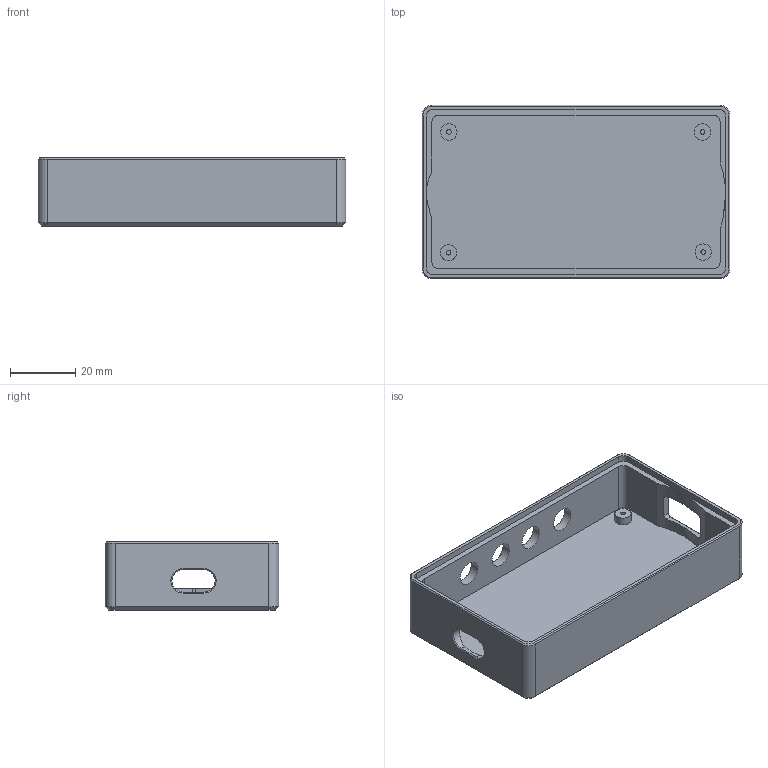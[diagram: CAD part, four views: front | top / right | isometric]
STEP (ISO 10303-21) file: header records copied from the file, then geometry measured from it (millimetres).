
FILE_DESCRIPTION(/* description */ (''),/* implementation_level */ '2;1');
FILE_NAME(/* name */ 'funsion360_modeling_06 v40.step',/* time_stamp */ '2022-07-14T17:33:38+08:00',/* author */ (''),/* organization */ (''),/* preprocessor_version */ 'ST-DEVELOPER v19',/* originating_system */ 'Autodesk Translation Framework v11.7.0.108',/* authorisation */ '');
FILE_SCHEMA (('AUTOMOTIVE_DESIGN { 1 0 10303 214 3 1 1 }'));
Length unit declared in the file: millimetre
Products named in the file (1): funsion360_modeling_06
Bounding box: 94 x 53 x 20.8 mm (x, y, z)
Volume: 27457.9 mm3; surface area: 20402.2 mm2
Topology: 1 solids, 1 shells, 296 faces, 778 edges, 508 vertices
Faces by surface type: plane 173, bspline 75, cylinder 30, cone 18
Full cylindrical faces by diameter (mm): 1.4 x4, 5 x4, 7.5 x4
Entity records: 10240 total; most frequent: CARTESIAN_POINT 3342, ORIENTED_EDGE 1556, DIRECTION 1128, EDGE_CURVE 778, LINE 540, VECTOR 540, VERTEX_POINT 508, EDGE_LOOP 332
